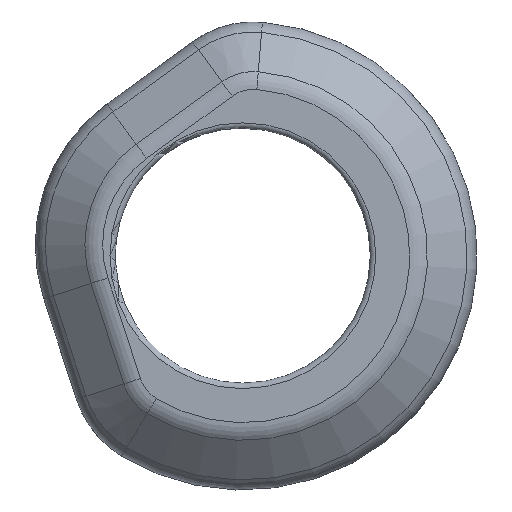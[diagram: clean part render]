
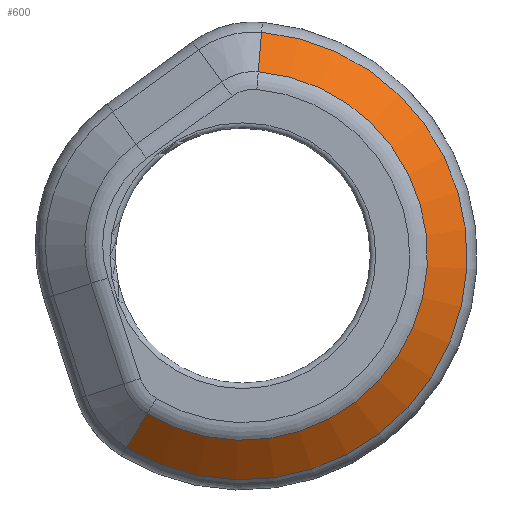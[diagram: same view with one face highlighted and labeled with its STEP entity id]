
A CAD part, front view. The second image highlights one B-rep face of the part: STEP entity #600.
In plain terms, the highlighted conical face has half-angle 50 degrees and reference radius 21.567 mm.
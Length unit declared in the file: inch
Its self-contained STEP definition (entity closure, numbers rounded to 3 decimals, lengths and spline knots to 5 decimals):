
#33=LINE('',#968,#55);
#54=LINE('',#1128,#76);
#55=VECTOR('',#738,0.18804);
#76=VECTOR('',#859,0.18804);
#92=CONICAL_SURFACE('',#682,0.84911,0.873);
#135=FACE_OUTER_BOUND('',#188,.T.);
#188=EDGE_LOOP('',(#475,#476,#477,#478));
#210=CIRCLE('',#628,0.815);
#241=CIRCLE('',#683,0.67095);
#257=VERTEX_POINT('',#953);
#261=VERTEX_POINT('',#962);
#262=VERTEX_POINT('',#964);
#297=VERTEX_POINT('',#1127);
#309=EDGE_CURVE('',#262,#261,#210,.T.);
#311=EDGE_CURVE('',#261,#257,#33,.T.);
#362=EDGE_CURVE('',#297,#262,#54,.T.);
#364=EDGE_CURVE('',#257,#297,#241,.T.);
#475=ORIENTED_EDGE('',*,*,#362,.T.);
#476=ORIENTED_EDGE('',*,*,#309,.T.);
#477=ORIENTED_EDGE('',*,*,#311,.T.);
#478=ORIENTED_EDGE('',*,*,#364,.T.);
#600=ADVANCED_FACE('',(#135),#92,.T.);
#628=AXIS2_PLACEMENT_3D('',#965,#732,#733);
#682=AXIS2_PLACEMENT_3D('',#1130,#862,#863);
#683=AXIS2_PLACEMENT_3D('',#1131,#864,#865);
#732=DIRECTION('center_axis',(0.,-1.,0.));
#733=DIRECTION('ref_axis',(0.,0.,1.));
#738=DIRECTION('',(-0.064,-0.643,-0.763));
#859=DIRECTION('',(-0.397,0.643,-0.655));
#862=DIRECTION('center_axis',(0.,1.,0.));
#863=DIRECTION('ref_axis',(0.,0.,1.));
#864=DIRECTION('center_axis',(0.,1.,0.));
#865=DIRECTION('ref_axis',(0.,0.,1.));
#953=CARTESIAN_POINT('',(0.01297,0.0234,0.68016));
#962=CARTESIAN_POINT('',(0.02501,0.14427,0.82371));
#964=CARTESIAN_POINT('',(-0.46537,0.14427,-0.6855));
#965=CARTESIAN_POINT('Origin',(-0.04306,0.14427,0.01155));
#968=CARTESIAN_POINT('',(0.02785,0.17289,0.8577));
#1127=CARTESIAN_POINT('',(-0.39073,0.0234,-0.5623));
#1128=CARTESIAN_POINT('',(-0.37628,0.,-0.53845));
#1130=CARTESIAN_POINT('Origin',(-0.04306,0.17289,0.01155));
#1131=CARTESIAN_POINT('Origin',(-0.04306,0.0234,
0.01155));
